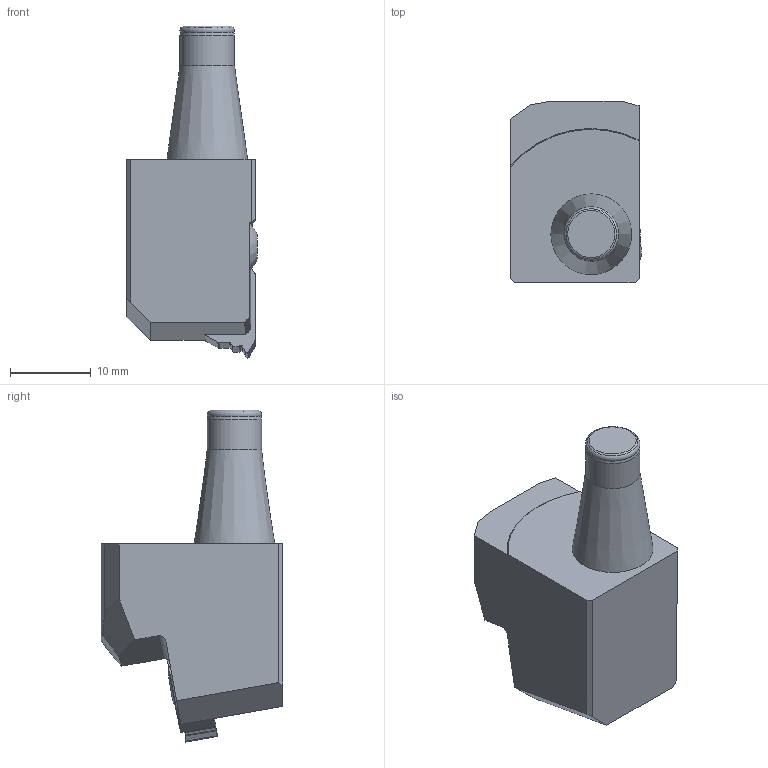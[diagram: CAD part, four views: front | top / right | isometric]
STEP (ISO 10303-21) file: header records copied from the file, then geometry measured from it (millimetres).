
FILE_DESCRIPTION(/* description */ (''),/* implementation_level */ '2;1');
FILE_NAME(/* name */ '1725194521126.stp',/* time_stamp */ '2024-09-01T18:12:12+06:00',/* author */ (''),/* organization */ ('SMS'),/* preprocessor_version */ 'ST-DEVELOPER v16.7',/* originating_system */ 'SIEMENS PLM Software NX 12.0',/* authorisation */ '');
FILE_SCHEMA (('AUTOMOTIVE_DESIGN { 1 0 10303 214 3 1 1 1 }'));
Length unit declared in the file: millimetre
Products named in the file (4): ASSEMBLY_CONSTRUCTION; 204720786mod000_00; 205394799mod000_00; 205394801mod000_00
Assembly tree (3 placements, depth 2):
  205394801mod000_00
    205394799mod000_00
    204720786mod000_00
    ASSEMBLY_CONSTRUCTION
Bounding box: 16.22 x 22.5 x 41.13 mm (x, y, z)
Volume: 6956.2 mm3; surface area: 2947.6 mm2
Topology: 2 solids, 2 shells, 149 faces, 412 edges, 279 vertices
Faces by surface type: plane 72, cylinder 55, bspline 10, cone 6, torus 5, sphere 1
Full cylindrical faces by diameter (mm): 4.4 x1, 4.41 x1, 5.45 x1, 6.75 x1
Entity records: 5143 total; most frequent: CARTESIAN_POINT 1210, DIRECTION 812, ORIENTED_EDGE 770, EDGE_CURVE 385, AXIS2_PLACEMENT_3D 286, VERTEX_POINT 259, LINE 240, VECTOR 240
